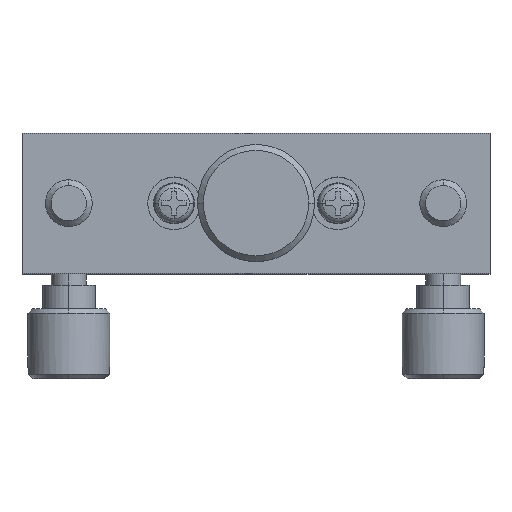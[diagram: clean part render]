
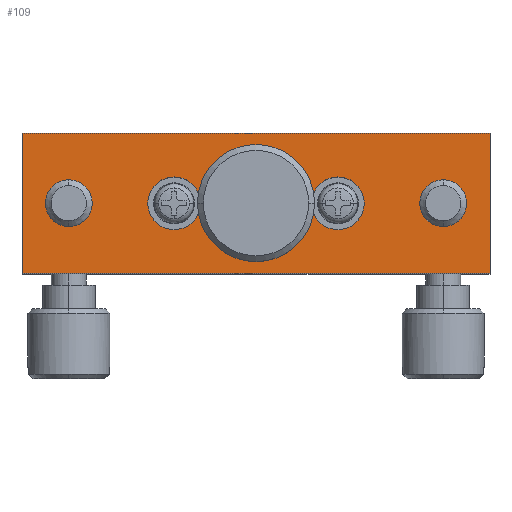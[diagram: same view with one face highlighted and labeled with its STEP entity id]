
A CAD part, top view. The second image highlights one B-rep face of the part: STEP entity #109.
In plain terms, the highlighted planar face has unit normal (0, 0, 1).
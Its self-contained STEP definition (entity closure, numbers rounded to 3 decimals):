
#32 = EDGE_CURVE ( 'NONE', #1609, #6737, #8284, .T. ) ;
#67 = ORIENTED_EDGE ( 'NONE', *, *, #4613, .T. ) ;
#109 = ADVANCED_FACE ( 'NONE', ( #6157, #703, #4446, #5836, #4772, #4665 ), #1085, .T. ) ;
#114 = DIRECTION ( 'NONE',  ( 0., -1., 0. ) ) ;
#167 = CARTESIAN_POINT ( 'NONE',  ( -9.25, 0., 44. ) ) ;
#215 = CARTESIAN_POINT ( 'NONE',  ( 0., -6., 44. ) ) ;
#235 = AXIS2_PLACEMENT_3D ( 'NONE', #3809, #7950, #3875 ) ;
#250 = ORIENTED_EDGE ( 'NONE', *, *, #3568, .T. ) ;
#265 = CARTESIAN_POINT ( 'NONE',  ( -2.5, 0., 44. ) ) ;
#471 = AXIS2_PLACEMENT_3D ( 'NONE', #2694, #4022, #8137 ) ;
#572 = DIRECTION ( 'NONE',  ( -1., 0., 0. ) ) ;
#625 = DIRECTION ( 'NONE',  ( 0., 1., 0. ) ) ;
#640 = CARTESIAN_POINT ( 'NONE',  ( -16., 0., 44. ) ) ;
#642 = DIRECTION ( 'NONE',  ( 1., 0., 0. ) ) ;
#678 = CARTESIAN_POINT ( 'NONE',  ( 20., 0., 44. ) ) ;
#703 = FACE_BOUND ( 'NONE', #7619, .T. ) ;
#948 = VECTOR ( 'NONE', #114, 1000. ) ;
#1085 = PLANE ( 'NONE',  #235 ) ;
#1111 = ORIENTED_EDGE ( 'NONE', *, *, #3360, .T. ) ;
#1357 = EDGE_CURVE ( 'NONE', #1487, #1865, #8058, .T. ) ;
#1358 = CIRCLE ( 'NONE', #6600, 2.5 ) ;
#1430 = VERTEX_POINT ( 'NONE', #3386 ) ;
#1487 = VERTEX_POINT ( 'NONE', #2067 ) ;
#1521 = ORIENTED_EDGE ( 'NONE', *, *, #5143, .T. ) ;
#1576 = AXIS2_PLACEMENT_3D ( 'NONE', #3990, #8762, #572 ) ;
#1609 = VERTEX_POINT ( 'NONE', #8450 ) ;
#1740 = DIRECTION ( 'NONE',  ( 0., 0., -1. ) ) ;
#1749 = CARTESIAN_POINT ( 'NONE',  ( 0., 6., 44. ) ) ;
#1792 = AXIS2_PLACEMENT_3D ( 'NONE', #7995, #7963, #4567 ) ;
#1844 = CARTESIAN_POINT ( 'NONE',  ( 16., 0., 44. ) ) ;
#1865 = VERTEX_POINT ( 'NONE', #8457 ) ;
#2008 = CIRCLE ( 'NONE', #1576, 2.25 ) ;
#2036 = ORIENTED_EDGE ( 'NONE', *, *, #7122, .T. ) ;
#2067 = CARTESIAN_POINT ( 'NONE',  ( 18., 0., 44. ) ) ;
#2474 = ORIENTED_EDGE ( 'NONE', *, *, #3586, .T. ) ;
#2490 = CARTESIAN_POINT ( 'NONE',  ( -14., 0., 44. ) ) ;
#2564 = DIRECTION ( 'NONE',  ( -1., 0., 0. ) ) ;
#2628 = DIRECTION ( 'NONE',  ( 0., 0., -1. ) ) ;
#2694 = CARTESIAN_POINT ( 'NONE',  ( 0., 0., 44. ) ) ;
#2715 = DIRECTION ( 'NONE',  ( -1., 0., 0. ) ) ;
#2720 = EDGE_CURVE ( 'NONE', #3176, #6559, #1358, .T. ) ;
#2750 = EDGE_CURVE ( 'NONE', #6559, #3176, #4781, .T. ) ;
#2855 = LINE ( 'NONE', #215, #3608 ) ;
#3060 = CARTESIAN_POINT ( 'NONE',  ( -20., -6., 44. ) ) ;
#3173 = VERTEX_POINT ( 'NONE', #7792 ) ;
#3176 = VERTEX_POINT ( 'NONE', #265 ) ;
#3217 = DIRECTION ( 'NONE',  ( 0., 0., -1. ) ) ;
#3218 = VERTEX_POINT ( 'NONE', #3060 ) ;
#3287 = ORIENTED_EDGE ( 'NONE', *, *, #1357, .T. ) ;
#3313 = VERTEX_POINT ( 'NONE', #7334 ) ;
#3360 = EDGE_CURVE ( 'NONE', #1430, #3907, #7326, .T. ) ;
#3386 = CARTESIAN_POINT ( 'NONE',  ( 20., 6., 44. ) ) ;
#3568 = EDGE_CURVE ( 'NONE', #3173, #3313, #6258, .T. ) ;
#3586 = EDGE_CURVE ( 'NONE', #3313, #3173, #7847, .T. ) ;
#3608 = VECTOR ( 'NONE', #7126, 1000. ) ;
#3809 = CARTESIAN_POINT ( 'NONE',  ( -20., -6., 44. ) ) ;
#3875 = DIRECTION ( 'NONE',  ( 1., 0., 0. ) ) ;
#3907 = VERTEX_POINT ( 'NONE', #6757 ) ;
#3918 = EDGE_CURVE ( 'NONE', #5666, #4293, #5066, .T. ) ;
#3930 = CIRCLE ( 'NONE', #5918, 2. ) ;
#3947 = DIRECTION ( 'NONE',  ( -1., 0., 0. ) ) ;
#3954 = CARTESIAN_POINT ( 'NONE',  ( 7., 0., 44. ) ) ;
#3990 = CARTESIAN_POINT ( 'NONE',  ( -7., 0., 44. ) ) ;
#3992 = CARTESIAN_POINT ( 'NONE',  ( 16., 0., 44. ) ) ;
#4001 = ORIENTED_EDGE ( 'NONE', *, *, #3918, .T. ) ;
#4022 = DIRECTION ( 'NONE',  ( 0., 0., -1. ) ) ;
#4028 = DIRECTION ( 'NONE',  ( -1., 0., 0. ) ) ;
#4113 = ORIENTED_EDGE ( 'NONE', *, *, #2720, .T. ) ;
#4179 = EDGE_LOOP ( 'NONE', ( #4487, #1521, #1111, #67 ) ) ;
#4293 = VERTEX_POINT ( 'NONE', #7946 ) ;
#4446 = FACE_BOUND ( 'NONE', #8263, .T. ) ;
#4487 = ORIENTED_EDGE ( 'NONE', *, *, #5385, .F. ) ;
#4493 = VERTEX_POINT ( 'NONE', #8125 ) ;
#4567 = DIRECTION ( 'NONE',  ( -1., 0., 0. ) ) ;
#4603 = DIRECTION ( 'NONE',  ( -1., 0., 0. ) ) ;
#4613 = EDGE_CURVE ( 'NONE', #3907, #3218, #5874, .T. ) ;
#4615 = ORIENTED_EDGE ( 'NONE', *, *, #2750, .T. ) ;
#4665 = FACE_OUTER_BOUND ( 'NONE', #4179, .T. ) ;
#4712 = DIRECTION ( 'NONE',  ( 0., 0., -1. ) ) ;
#4720 = DIRECTION ( 'NONE',  ( 0., 0., -1. ) ) ;
#4772 = FACE_BOUND ( 'NONE', #7311, .T. ) ;
#4781 = CIRCLE ( 'NONE', #471, 2.5 ) ;
#5066 = CIRCLE ( 'NONE', #7038, 2. ) ;
#5143 = EDGE_CURVE ( 'NONE', #4493, #1430, #7021, .T. ) ;
#5355 = ORIENTED_EDGE ( 'NONE', *, *, #6440, .T. ) ;
#5385 = EDGE_CURVE ( 'NONE', #4493, #3218, #2855, .T. ) ;
#5442 = AXIS2_PLACEMENT_3D ( 'NONE', #3992, #2628, #2715 ) ;
#5655 = EDGE_LOOP ( 'NONE', ( #5355, #6751 ) ) ;
#5666 = VERTEX_POINT ( 'NONE', #2490 ) ;
#5805 = AXIS2_PLACEMENT_3D ( 'NONE', #6687, #4720, #4028 ) ;
#5830 = CARTESIAN_POINT ( 'NONE',  ( -7., 0., 44. ) ) ;
#5836 = FACE_BOUND ( 'NONE', #5655, .T. ) ;
#5874 = LINE ( 'NONE', #7606, #948 ) ;
#5918 = AXIS2_PLACEMENT_3D ( 'NONE', #1844, #3217, #2564 ) ;
#6081 = DIRECTION ( 'NONE',  ( -1., 0., 0. ) ) ;
#6157 = FACE_BOUND ( 'NONE', #8550, .T. ) ;
#6258 = CIRCLE ( 'NONE', #7628, 2.25 ) ;
#6440 = EDGE_CURVE ( 'NONE', #6737, #1609, #2008, .T. ) ;
#6559 = VERTEX_POINT ( 'NONE', #8154 ) ;
#6600 = AXIS2_PLACEMENT_3D ( 'NONE', #6906, #7595, #642 ) ;
#6687 = CARTESIAN_POINT ( 'NONE',  ( 7., 0., 44. ) ) ;
#6737 = VERTEX_POINT ( 'NONE', #167 ) ;
#6751 = ORIENTED_EDGE ( 'NONE', *, *, #32, .T. ) ;
#6757 = CARTESIAN_POINT ( 'NONE',  ( -20., 6., 44. ) ) ;
#6891 = VECTOR ( 'NONE', #3947, 1000. ) ;
#6906 = CARTESIAN_POINT ( 'NONE',  ( 0., 0., 44. ) ) ;
#6927 = VECTOR ( 'NONE', #625, 1000. ) ;
#7021 = LINE ( 'NONE', #678, #6927 ) ;
#7038 = AXIS2_PLACEMENT_3D ( 'NONE', #640, #4712, #6081 ) ;
#7069 = EDGE_CURVE ( 'NONE', #4293, #5666, #7340, .T. ) ;
#7122 = EDGE_CURVE ( 'NONE', #1865, #1487, #3930, .T. ) ;
#7126 = DIRECTION ( 'NONE',  ( -1., 0., 0. ) ) ;
#7311 = EDGE_LOOP ( 'NONE', ( #2036, #3287 ) ) ;
#7326 = LINE ( 'NONE', #1749, #6891 ) ;
#7334 = CARTESIAN_POINT ( 'NONE',  ( 4.75, 0., 44. ) ) ;
#7340 = CIRCLE ( 'NONE', #1792, 2. ) ;
#7402 = ORIENTED_EDGE ( 'NONE', *, *, #7069, .T. ) ;
#7595 = DIRECTION ( 'NONE',  ( 0., 0., -1. ) ) ;
#7606 = CARTESIAN_POINT ( 'NONE',  ( -20., 0., 44. ) ) ;
#7619 = EDGE_LOOP ( 'NONE', ( #2474, #250 ) ) ;
#7628 = AXIS2_PLACEMENT_3D ( 'NONE', #3954, #8059, #4603 ) ;
#7763 = DIRECTION ( 'NONE',  ( -1., 0., 0. ) ) ;
#7792 = CARTESIAN_POINT ( 'NONE',  ( 9.25, 0., 44. ) ) ;
#7847 = CIRCLE ( 'NONE', #5805, 2.25 ) ;
#7946 = CARTESIAN_POINT ( 'NONE',  ( -18., 0., 44. ) ) ;
#7950 = DIRECTION ( 'NONE',  ( 0., 0., 1. ) ) ;
#7963 = DIRECTION ( 'NONE',  ( 0., 0., -1. ) ) ;
#7995 = CARTESIAN_POINT ( 'NONE',  ( -16., 0., 44. ) ) ;
#8058 = CIRCLE ( 'NONE', #5442, 2. ) ;
#8059 = DIRECTION ( 'NONE',  ( 0., 0., -1. ) ) ;
#8125 = CARTESIAN_POINT ( 'NONE',  ( 20., -6., 44. ) ) ;
#8137 = DIRECTION ( 'NONE',  ( 1., 0., 0. ) ) ;
#8154 = CARTESIAN_POINT ( 'NONE',  ( 2.5, 0., 44. ) ) ;
#8263 = EDGE_LOOP ( 'NONE', ( #4113, #4615 ) ) ;
#8284 = CIRCLE ( 'NONE', #8667, 2.25 ) ;
#8450 = CARTESIAN_POINT ( 'NONE',  ( -4.75, 0., 44. ) ) ;
#8457 = CARTESIAN_POINT ( 'NONE',  ( 14., 0., 44. ) ) ;
#8550 = EDGE_LOOP ( 'NONE', ( #7402, #4001 ) ) ;
#8667 = AXIS2_PLACEMENT_3D ( 'NONE', #5830, #1740, #7763 ) ;
#8762 = DIRECTION ( 'NONE',  ( 0., 0., -1. ) ) ;
